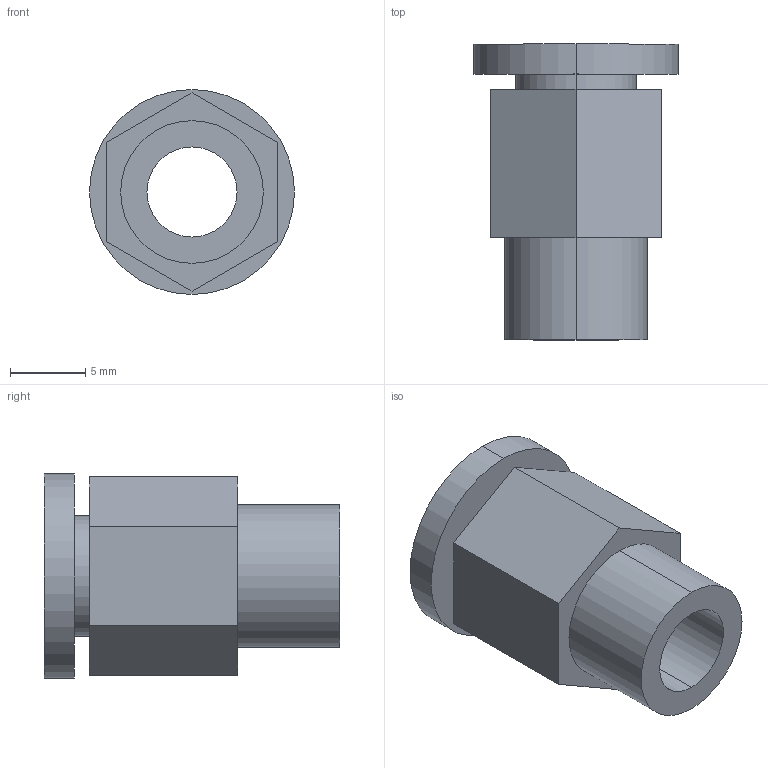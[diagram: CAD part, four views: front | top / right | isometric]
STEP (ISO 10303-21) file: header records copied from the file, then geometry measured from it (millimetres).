
FILE_DESCRIPTION (( 'STEP AP203' ), '1' );
FILE_NAME ('PTFE coupling.STEP', '2021-07-11T12:39:33', ( '' ), ( '' ), 'SwSTEP 2.0', 'SolidWorks 2020', '' );
FILE_SCHEMA (( 'CONFIG_CONTROL_DESIGN' ));
Length unit declared in the file: millimetre
Products named in the file (1): PTFE coupling
Bounding box: 13.65 x 19.7 x 13.65 mm (x, y, z)
Volume: 1388.3 mm3; surface area: 1439.2 mm2
Topology: 1 solids, 1 shells, 19 faces, 42 edges, 28 vertices
Faces by surface type: plane 11, cylinder 8
Entity records: 613 total; most frequent: DIRECTION 98, CARTESIAN_POINT 90, ORIENTED_EDGE 84, EDGE_CURVE 42, AXIS2_PLACEMENT_3D 36, VERTEX_POINT 28, VECTOR 26, LINE 26
